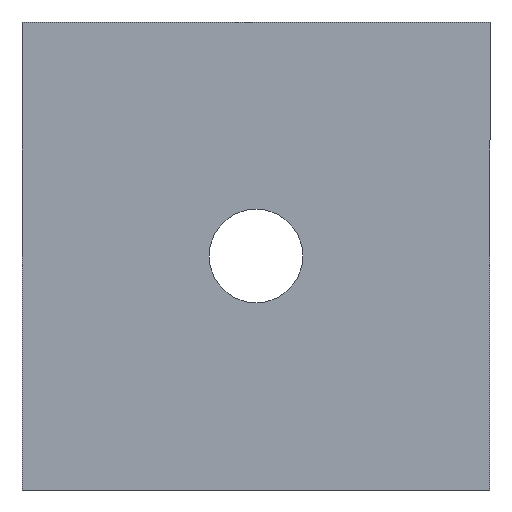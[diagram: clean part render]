
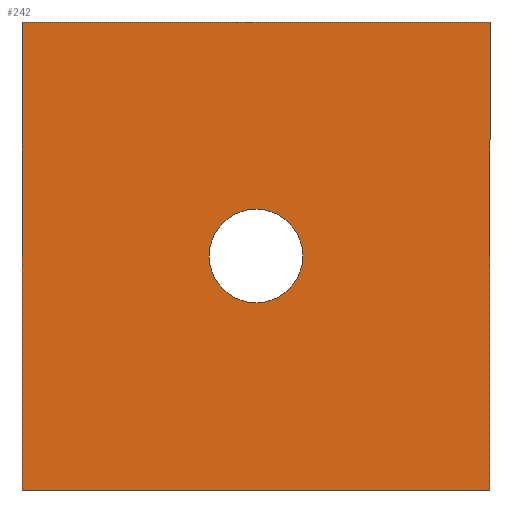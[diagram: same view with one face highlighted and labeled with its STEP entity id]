
A CAD part, front view. The second image highlights one B-rep face of the part: STEP entity #242.
In plain terms, the highlighted planar face has unit normal (0, -1, 0).
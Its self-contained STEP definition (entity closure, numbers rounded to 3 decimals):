
#2 = CARTESIAN_POINT ( 'NONE',  ( -4.793, 0., 6.414 ) ) ;
#9 = AXIS2_PLACEMENT_3D ( 'NONE', #2, #56, #113 ) ;
#28 = ORIENTED_EDGE ( 'NONE', *, *, #313, .F. ) ;
#41 = DIRECTION ( 'NONE',  ( 1., 0., 0. ) ) ;
#49 = CARTESIAN_POINT ( 'NONE',  ( -14.793, 0., -3.586 ) ) ;
#56 = DIRECTION ( 'NONE',  ( 0., -1., 0. ) ) ;
#66 = VERTEX_POINT ( 'NONE', #236 ) ;
#80 = PLANE ( 'NONE',  #383 ) ;
#82 = DIRECTION ( 'NONE',  ( 0., 0., -1. ) ) ;
#86 = VERTEX_POINT ( 'NONE', #352 ) ;
#89 = EDGE_CURVE ( 'NONE', #209, #371, #340, .T. ) ;
#93 = EDGE_CURVE ( 'NONE', #66, #209, #324, .T. ) ;
#94 = EDGE_LOOP ( 'NONE', ( #440, #247, #261, #331 ) ) ;
#100 = DIRECTION ( 'NONE',  ( -1., 0., 0. ) ) ;
#105 = VERTEX_POINT ( 'NONE', #425 ) ;
#107 = CARTESIAN_POINT ( 'NONE',  ( 5.207, 0., 16.414 ) ) ;
#109 = VERTEX_POINT ( 'NONE', #323 ) ;
#113 = DIRECTION ( 'NONE',  ( 0., 0., -1. ) ) ;
#122 = DIRECTION ( 'NONE',  ( 0., 0., 1. ) ) ;
#143 = CARTESIAN_POINT ( 'NONE',  ( 5.207, 0., -3.586 ) ) ;
#192 = EDGE_CURVE ( 'NONE', #86, #66, #430, .T. ) ;
#203 = DIRECTION ( 'NONE',  ( 0., 0., -1. ) ) ;
#204 = DIRECTION ( 'NONE',  ( 0., -1., 0. ) ) ;
#206 = CARTESIAN_POINT ( 'NONE',  ( -4.793, 0., 6.414 ) ) ;
#209 = VERTEX_POINT ( 'NONE', #219 ) ;
#212 = CIRCLE ( 'NONE', #406, 2. ) ;
#219 = CARTESIAN_POINT ( 'NONE',  ( -14.793, 0., 16.414 ) ) ;
#225 = DIRECTION ( 'NONE',  ( 0., 0., 1. ) ) ;
#236 = CARTESIAN_POINT ( 'NONE',  ( -14.793, 0., -3.586 ) ) ;
#242 = ADVANCED_FACE ( 'NONE', ( #264, #292 ), #80, .F. ) ;
#247 = ORIENTED_EDGE ( 'NONE', *, *, #192, .F. ) ;
#261 = ORIENTED_EDGE ( 'NONE', *, *, #332, .F. ) ;
#264 = FACE_BOUND ( 'NONE', #382, .T. ) ;
#267 = CARTESIAN_POINT ( 'NONE',  ( -14.793, 0., -3.586 ) ) ;
#278 = LINE ( 'NONE', #143, #285 ) ;
#285 = VECTOR ( 'NONE', #82, 1000. ) ;
#288 = EDGE_CURVE ( 'NONE', #105, #109, #212, .T. ) ;
#289 = VECTOR ( 'NONE', #100, 1000. ) ;
#292 = FACE_OUTER_BOUND ( 'NONE', #94, .T. ) ;
#313 = EDGE_CURVE ( 'NONE', #109, #105, #458, .T. ) ;
#323 = CARTESIAN_POINT ( 'NONE',  ( -4.793, 0., 8.414 ) ) ;
#324 = LINE ( 'NONE', #49, #407 ) ;
#331 = ORIENTED_EDGE ( 'NONE', *, *, #89, .F. ) ;
#332 = EDGE_CURVE ( 'NONE', #371, #86, #278, .T. ) ;
#334 = CARTESIAN_POINT ( 'NONE',  ( 0., 0., 0. ) ) ;
#335 = CARTESIAN_POINT ( 'NONE',  ( -14.793, 0., 16.414 ) ) ;
#336 = DIRECTION ( 'NONE',  ( 0., 1., 0. ) ) ;
#338 = VECTOR ( 'NONE', #41, 1000. ) ;
#340 = LINE ( 'NONE', #335, #338 ) ;
#352 = CARTESIAN_POINT ( 'NONE',  ( 5.207, 0., -3.586 ) ) ;
#371 = VERTEX_POINT ( 'NONE', #107 ) ;
#382 = EDGE_LOOP ( 'NONE', ( #457, #28 ) ) ;
#383 = AXIS2_PLACEMENT_3D ( 'NONE', #334, #336, #225 ) ;
#406 = AXIS2_PLACEMENT_3D ( 'NONE', #206, #204, #203 ) ;
#407 = VECTOR ( 'NONE', #122, 1000. ) ;
#425 = CARTESIAN_POINT ( 'NONE',  ( -4.793, 0., 4.414 ) ) ;
#430 = LINE ( 'NONE', #267, #289 ) ;
#440 = ORIENTED_EDGE ( 'NONE', *, *, #93, .F. ) ;
#457 = ORIENTED_EDGE ( 'NONE', *, *, #288, .F. ) ;
#458 = CIRCLE ( 'NONE', #9, 2. ) ;
